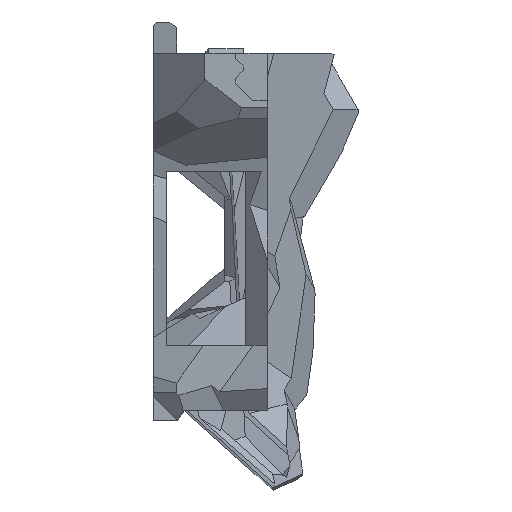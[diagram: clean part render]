
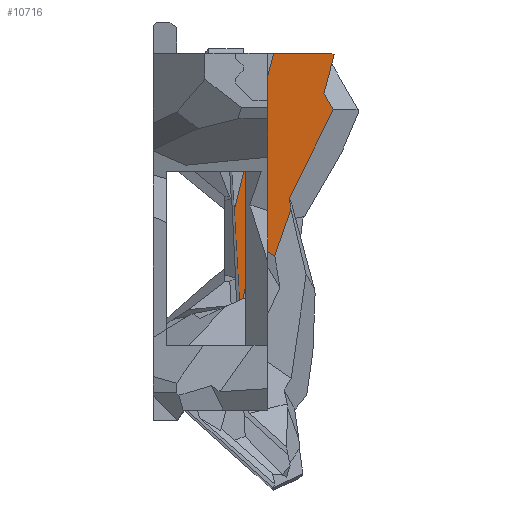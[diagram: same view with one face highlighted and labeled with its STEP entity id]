
A CAD part, left-side view. The second image highlights one B-rep face of the part: STEP entity #10716.
In plain terms, the highlighted planar face has unit normal (-0.997, 0.052, -0.056).
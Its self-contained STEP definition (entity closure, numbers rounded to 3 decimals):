
#852=FACE_OUTER_BOUND('',#1429,.T.);
#1429=EDGE_LOOP('',(#9203,#9204,#9205,#9206,#9207,#9208,#9209,#9210,#9211,
#9212,#9213));
#2035=LINE('',#15949,#3326);
#2056=LINE('',#16057,#3347);
#2078=LINE('',#16102,#3369);
#2586=LINE('',#17767,#3877);
#2608=LINE('',#17808,#3899);
#2652=LINE('',#17890,#3943);
#2653=LINE('',#17892,#3944);
#2654=LINE('',#17893,#3945);
#2655=LINE('',#17895,#3946);
#2656=LINE('',#17897,#3947);
#2657=LINE('',#17898,#3948);
#3326=VECTOR('',#12401,10.);
#3347=VECTOR('',#12464,10.);
#3369=VECTOR('',#12498,10.);
#3877=VECTOR('',#13586,10.);
#3899=VECTOR('',#13618,10.);
#3943=VECTOR('',#13692,10.);
#3944=VECTOR('',#13693,10.);
#3945=VECTOR('',#13694,10.);
#3946=VECTOR('',#13695,10.);
#3947=VECTOR('',#13696,10.);
#3948=VECTOR('',#13697,10.);
#4555=VERTEX_POINT('',#15946);
#4556=VERTEX_POINT('',#15948);
#4575=VERTEX_POINT('',#16056);
#4592=VERTEX_POINT('',#16101);
#5003=VERTEX_POINT('',#17764);
#5004=VERTEX_POINT('',#17766);
#5017=VERTEX_POINT('',#17805);
#5018=VERTEX_POINT('',#17807);
#5042=VERTEX_POINT('',#17891);
#5043=VERTEX_POINT('',#17894);
#5044=VERTEX_POINT('',#17896);
#5734=EDGE_CURVE('',#4555,#4556,#2035,.T.);
#5765=EDGE_CURVE('',#4575,#4556,#2056,.T.);
#5787=EDGE_CURVE('',#4575,#4592,#2078,.T.);
#6423=EDGE_CURVE('',#5003,#5004,#2586,.T.);
#6445=EDGE_CURVE('',#5017,#5018,#2608,.T.);
#6489=EDGE_CURVE('',#5018,#4555,#2652,.T.);
#6490=EDGE_CURVE('',#5042,#5017,#2653,.T.);
#6491=EDGE_CURVE('',#5042,#5004,#2654,.T.);
#6492=EDGE_CURVE('',#5043,#5003,#2655,.T.);
#6493=EDGE_CURVE('',#5044,#5043,#2656,.T.);
#6494=EDGE_CURVE('',#4592,#5044,#2657,.T.);
#9203=ORIENTED_EDGE('',*,*,#6489,.F.);
#9204=ORIENTED_EDGE('',*,*,#6445,.F.);
#9205=ORIENTED_EDGE('',*,*,#6490,.F.);
#9206=ORIENTED_EDGE('',*,*,#6491,.T.);
#9207=ORIENTED_EDGE('',*,*,#6423,.F.);
#9208=ORIENTED_EDGE('',*,*,#6492,.F.);
#9209=ORIENTED_EDGE('',*,*,#6493,.F.);
#9210=ORIENTED_EDGE('',*,*,#6494,.F.);
#9211=ORIENTED_EDGE('',*,*,#5787,.F.);
#9212=ORIENTED_EDGE('',*,*,#5765,.T.);
#9213=ORIENTED_EDGE('',*,*,#5734,.F.);
#10190=PLANE('',#11391);
#10716=ADVANCED_FACE('',(#852),#10190,.F.);
#11391=AXIS2_PLACEMENT_3D('',#17889,#13690,#13691);
#12401=DIRECTION('',(-0.052,-0.999,0.));
#12464=DIRECTION('',(0.018,0.871,0.49));
#12498=DIRECTION('',(0.068,0.258,-0.964));
#13586=DIRECTION('',(0.07,0.326,-0.943));
#13618=DIRECTION('',(-0.053,0.057,0.997));
#13690=DIRECTION('center_axis',(0.997,-0.052,0.056));
#13691=DIRECTION('ref_axis',(0.056,0.,-0.998));
#13692=DIRECTION('',(-0.067,-0.244,0.968));
#13693=DIRECTION('',(0.066,0.21,-0.975));
#13694=DIRECTION('',(-0.019,-0.877,-0.48));
#13695=DIRECTION('',(0.048,-0.143,-0.989));
#13696=DIRECTION('',(0.073,0.444,-0.893));
#13697=DIRECTION('',(0.022,-0.502,-0.865));
#15946=CARTESIAN_POINT('',(25.415,-0.765,61.5));
#15948=CARTESIAN_POINT('',(25.026,-8.2,61.5));
#15949=CARTESIAN_POINT('',(25.25,-3.924,61.5));
#16056=CARTESIAN_POINT('',(25.02,-8.507,61.327));
#16057=CARTESIAN_POINT('',(24.901,-14.261,58.09));
#16101=CARTESIAN_POINT('',(25.366,-7.182,56.382));
#16102=CARTESIAN_POINT('',(25.152,-8.001,59.438));
#17764=CARTESIAN_POINT('',(26.413,-2.979,41.635));
#17766=CARTESIAN_POINT('',(26.854,-0.924,35.684));
#17767=CARTESIAN_POINT('',(26.431,-2.894,41.387));
#17805=CARTESIAN_POINT('',(27.487,3.497,28.515));
#17807=CARTESIAN_POINT('',(26.792,4.243,41.61));
#17808=CARTESIAN_POINT('',(27.635,3.338,25.731));
#17889=CARTESIAN_POINT('Origin',(25.873,-3.598,50.688));
#17890=CARTESIAN_POINT('',(25.802,0.643,55.908));
#17891=CARTESIAN_POINT('',(26.91,1.647,37.089));
#17892=CARTESIAN_POINT('',(26.64,0.783,41.095));
#17893=CARTESIAN_POINT('',(26.874,-0.029,36.173));
#17894=CARTESIAN_POINT('',(26.346,-2.78,43.009));
#17895=CARTESIAN_POINT('',(25.718,-0.901,55.972));
#17896=CARTESIAN_POINT('',(25.42,-8.389,54.301));
#17897=CARTESIAN_POINT('',(25.515,-7.812,53.14));
#17898=CARTESIAN_POINT('',(25.358,-6.998,56.699));
